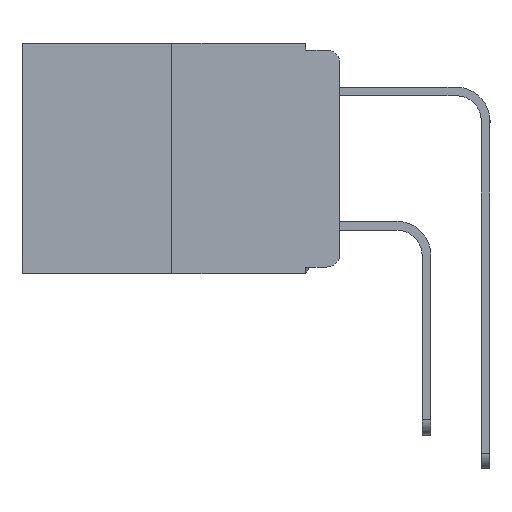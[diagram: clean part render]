
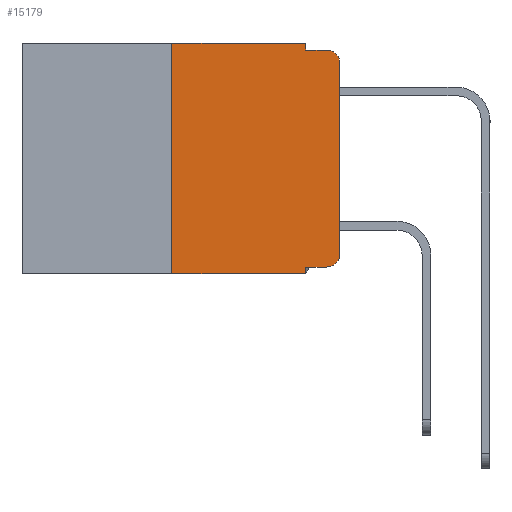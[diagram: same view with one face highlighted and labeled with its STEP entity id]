
A CAD part, left-side view. The second image highlights one B-rep face of the part: STEP entity #15179.
In plain terms, the highlighted planar face has unit normal (-1, 0, 0).
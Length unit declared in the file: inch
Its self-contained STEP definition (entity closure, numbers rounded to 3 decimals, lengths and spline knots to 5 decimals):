
#2 = AXIS2_PLACEMENT_3D ( 'NONE', #15797, #6207, #17396 ) ;
#296 = VERTEX_POINT ( 'NONE', #18967 ) ;
#433 = LINE ( 'NONE', #10600, #21168 ) ;
#655 = CARTESIAN_POINT ( 'NONE',  ( 0., 0.051, -0.343 ) ) ;
#657 = ORIENTED_EDGE ( 'NONE', *, *, #1683, .T. ) ;
#713 = VERTEX_POINT ( 'NONE', #10086 ) ;
#766 = ORIENTED_EDGE ( 'NONE', *, *, #1806, .T. ) ;
#1243 = VECTOR ( 'NONE', #20405, 39.37008 ) ;
#1281 = VERTEX_POINT ( 'NONE', #3726 ) ;
#1295 = EDGE_LOOP ( 'NONE', ( #766, #5300, #10025, #11424, #4611, #7863, #18139, #2930, #5080, #657 ) ) ;
#1518 = DIRECTION ( 'NONE',  ( 0., 0., -1. ) ) ;
#1683 = EDGE_CURVE ( 'NONE', #13813, #4384, #20459, .T. ) ;
#1806 = EDGE_CURVE ( 'NONE', #4384, #296, #433, .T. ) ;
#2250 = DIRECTION ( 'NONE',  ( 0., 0., 1. ) ) ;
#2425 = DIRECTION ( 'NONE',  ( 0., 0., -1. ) ) ;
#2481 = LINE ( 'NONE', #10622, #6487 ) ;
#2573 = DIRECTION ( 'NONE',  ( 0., -1., 0. ) ) ;
#2744 = EDGE_CURVE ( 'NONE', #19645, #15467, #7824, .T. ) ;
#2930 = ORIENTED_EDGE ( 'NONE', *, *, #16580, .F. ) ;
#2961 = EDGE_CURVE ( 'NONE', #3850, #713, #2481, .T. ) ;
#3041 = VERTEX_POINT ( 'NONE', #655 ) ;
#3726 = CARTESIAN_POINT ( 'NONE',  ( 0., 0.02, -0.01 ) ) ;
#3850 = VERTEX_POINT ( 'NONE', #7414 ) ;
#4326 = VECTOR ( 'NONE', #7935, 39.37008 ) ;
#4384 = VERTEX_POINT ( 'NONE', #11875 ) ;
#4611 = ORIENTED_EDGE ( 'NONE', *, *, #12904, .F. ) ;
#5080 = ORIENTED_EDGE ( 'NONE', *, *, #9338, .T. ) ;
#5300 = ORIENTED_EDGE ( 'NONE', *, *, #16606, .T. ) ;
#5457 = VECTOR ( 'NONE', #20445, 39.37008 ) ;
#5636 = VECTOR ( 'NONE', #18640, 39.37008 ) ;
#6207 = DIRECTION ( 'NONE',  ( -1., 0., 0. ) ) ;
#6487 = VECTOR ( 'NONE', #2250, 39.37008 ) ;
#7414 = CARTESIAN_POINT ( 'NONE',  ( 0., 0.25, -0.343 ) ) ;
#7789 = CARTESIAN_POINT ( 'NONE',  ( 0., 0.473, 0. ) ) ;
#7824 = LINE ( 'NONE', #11600, #19960 ) ;
#7863 = ORIENTED_EDGE ( 'NONE', *, *, #2961, .F. ) ;
#7935 = DIRECTION ( 'NONE',  ( 0., -1., 0. ) ) ;
#8238 = CARTESIAN_POINT ( 'NONE',  ( 0., 0.473, -0.343 ) ) ;
#8247 = LINE ( 'NONE', #8238, #4326 ) ;
#8597 = CARTESIAN_POINT ( 'NONE',  ( 0., 0.051, 0. ) ) ;
#9139 = PLANE ( 'NONE',  #14505 ) ;
#9338 = EDGE_CURVE ( 'NONE', #14957, #13813, #14195, .T. ) ;
#9512 = VECTOR ( 'NONE', #2573, 39.37008 ) ;
#9774 = CIRCLE ( 'NONE', #2, 0.02 ) ;
#10025 = ORIENTED_EDGE ( 'NONE', *, *, #10445, .F. ) ;
#10086 = CARTESIAN_POINT ( 'NONE',  ( 0., 0.25, 0. ) ) ;
#10445 = EDGE_CURVE ( 'NONE', #15467, #1281, #14246, .T. ) ;
#10600 = CARTESIAN_POINT ( 'NONE',  ( 0., 0., 0. ) ) ;
#10622 = CARTESIAN_POINT ( 'NONE',  ( 0., 0.25, 0. ) ) ;
#10794 = CARTESIAN_POINT ( 'NONE',  ( 0., 0.473, 0. ) ) ;
#10795 = EDGE_CURVE ( 'NONE', #3850, #3041, #8247, .T. ) ;
#11282 = LINE ( 'NONE', #18844, #1243 ) ;
#11424 = ORIENTED_EDGE ( 'NONE', *, *, #2744, .F. ) ;
#11569 = DIRECTION ( 'NONE',  ( -1., 0., 0. ) ) ;
#11600 = CARTESIAN_POINT ( 'NONE',  ( 0., 0.051, 0. ) ) ;
#11875 = CARTESIAN_POINT ( 'NONE',  ( 0., 0., -0.313 ) ) ;
#12377 = DIRECTION ( 'NONE',  ( 1., 0., 0. ) ) ;
#12904 = EDGE_CURVE ( 'NONE', #713, #19645, #20036, .T. ) ;
#13813 = VERTEX_POINT ( 'NONE', #19669 ) ;
#14195 = LINE ( 'NONE', #18751, #9512 ) ;
#14246 = LINE ( 'NONE', #17058, #5636 ) ;
#14505 = AXIS2_PLACEMENT_3D ( 'NONE', #10794, #12377, #2425 ) ;
#14957 = VERTEX_POINT ( 'NONE', #16614 ) ;
#15179 = ADVANCED_FACE ( 'NONE', ( #19630 ), #9139, .F. ) ;
#15299 = DIRECTION ( 'NONE',  ( 0., 0., 1. ) ) ;
#15467 = VERTEX_POINT ( 'NONE', #16047 ) ;
#15797 = CARTESIAN_POINT ( 'NONE',  ( 0., 0.02, -0.03 ) ) ;
#16047 = CARTESIAN_POINT ( 'NONE',  ( 0., 0.051, -0.01 ) ) ;
#16580 = EDGE_CURVE ( 'NONE', #14957, #3041, #11282, .T. ) ;
#16606 = EDGE_CURVE ( 'NONE', #296, #1281, #9774, .T. ) ;
#16614 = CARTESIAN_POINT ( 'NONE',  ( 0., 0.051, -0.333 ) ) ;
#17058 = CARTESIAN_POINT ( 'NONE',  ( 0., 0.051, -0.01 ) ) ;
#17396 = DIRECTION ( 'NONE',  ( 0., 0., -1. ) ) ;
#18139 = ORIENTED_EDGE ( 'NONE', *, *, #10795, .T. ) ;
#18640 = DIRECTION ( 'NONE',  ( 0., -1., 0. ) ) ;
#18659 = AXIS2_PLACEMENT_3D ( 'NONE', #20946, #11569, #1518 ) ;
#18751 = CARTESIAN_POINT ( 'NONE',  ( 0., 0.051, -0.333 ) ) ;
#18844 = CARTESIAN_POINT ( 'NONE',  ( 0., 0.051, 0. ) ) ;
#18967 = CARTESIAN_POINT ( 'NONE',  ( 0., 0., -0.03 ) ) ;
#19630 = FACE_OUTER_BOUND ( 'NONE', #1295, .T. ) ;
#19645 = VERTEX_POINT ( 'NONE', #8597 ) ;
#19669 = CARTESIAN_POINT ( 'NONE',  ( 0., 0.02, -0.333 ) ) ;
#19960 = VECTOR ( 'NONE', #20969, 39.37008 ) ;
#20036 = LINE ( 'NONE', #7789, #5457 ) ;
#20405 = DIRECTION ( 'NONE',  ( 0., 0., -1. ) ) ;
#20445 = DIRECTION ( 'NONE',  ( 0., -1., 0. ) ) ;
#20459 = CIRCLE ( 'NONE', #18659, 0.02 ) ;
#20946 = CARTESIAN_POINT ( 'NONE',  ( 0., 0.02, -0.313 ) ) ;
#20969 = DIRECTION ( 'NONE',  ( 0., 0., -1. ) ) ;
#21168 = VECTOR ( 'NONE', #15299, 39.37008 ) ;
